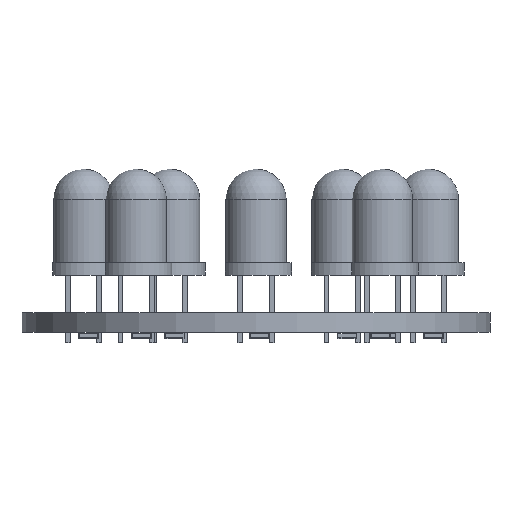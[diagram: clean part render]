
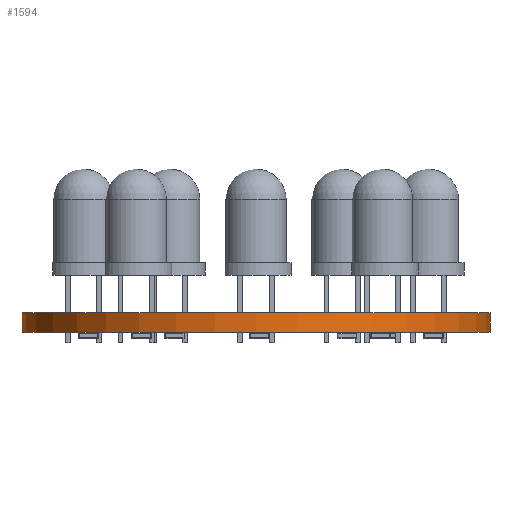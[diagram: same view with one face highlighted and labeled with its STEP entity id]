
A CAD part, front view. The second image highlights one B-rep face of the part: STEP entity #1594.
In plain terms, the highlighted cylindrical face has radius 19 mm (diameter 38 mm), a full revolution.
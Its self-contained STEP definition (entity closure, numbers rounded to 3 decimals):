
#1594 = ADVANCED_FACE('',(#1595),#1622,.T.);
#1595 = FACE_BOUND('',#1596,.F.);
#1596 = EDGE_LOOP('',(#1597,#1607,#1614,#1615));
#1597 = ORIENTED_EDGE('',*,*,#1598,.T.);
#1598 = EDGE_CURVE('',#1599,#1601,#1603,.T.);
#1599 = VERTEX_POINT('',#1600);
#1600 = CARTESIAN_POINT('',(169.,-100.,0.));
#1601 = VERTEX_POINT('',#1602);
#1602 = CARTESIAN_POINT('',(169.,-100.,1.6));
#1603 = LINE('',#1604,#1605);
#1604 = CARTESIAN_POINT('',(169.,-100.,0.));
#1605 = VECTOR('',#1606,1.);
#1606 = DIRECTION('',(0.,0.,1.));
#1607 = ORIENTED_EDGE('',*,*,#1608,.T.);
#1608 = EDGE_CURVE('',#1601,#1601,#1609,.T.);
#1609 = CIRCLE('',#1610,19.);
#1610 = AXIS2_PLACEMENT_3D('',#1611,#1612,#1613);
#1611 = CARTESIAN_POINT('',(150.,-100.,1.6));
#1612 = DIRECTION('',(0.,0.,1.));
#1613 = DIRECTION('',(1.,0.,-0.));
#1614 = ORIENTED_EDGE('',*,*,#1598,.F.);
#1615 = ORIENTED_EDGE('',*,*,#1616,.F.);
#1616 = EDGE_CURVE('',#1599,#1599,#1617,.T.);
#1617 = CIRCLE('',#1618,19.);
#1618 = AXIS2_PLACEMENT_3D('',#1619,#1620,#1621);
#1619 = CARTESIAN_POINT('',(150.,-100.,0.));
#1620 = DIRECTION('',(0.,0.,1.));
#1621 = DIRECTION('',(1.,0.,-0.));
#1622 = CYLINDRICAL_SURFACE('',#1623,19.);
#1623 = AXIS2_PLACEMENT_3D('',#1624,#1625,#1626);
#1624 = CARTESIAN_POINT('',(150.,-100.,0.));
#1625 = DIRECTION('',(-0.,-0.,-1.));
#1626 = DIRECTION('',(1.,0.,-0.));
